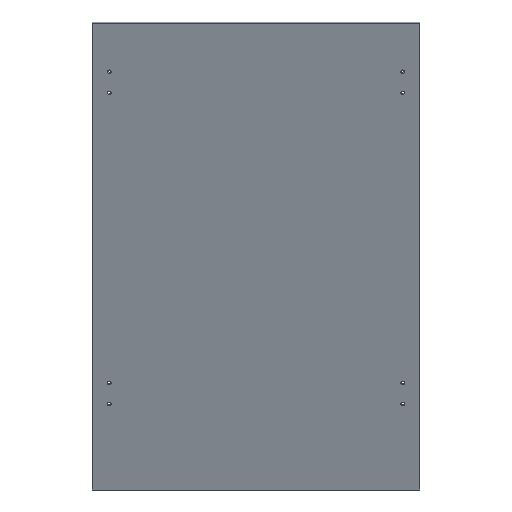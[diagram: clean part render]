
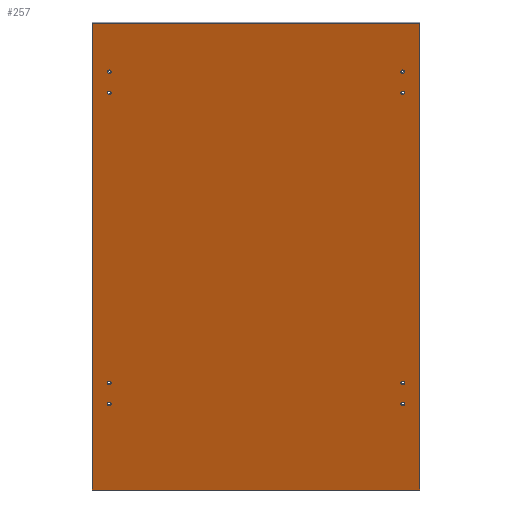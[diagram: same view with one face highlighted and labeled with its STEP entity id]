
A CAD part, front view. The second image highlights one B-rep face of the part: STEP entity #257.
In plain terms, the highlighted face is planar.
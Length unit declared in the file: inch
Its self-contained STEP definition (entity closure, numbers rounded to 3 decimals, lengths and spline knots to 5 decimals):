
#27=FACE_BOUND('',#82,.T.);
#28=FACE_BOUND('',#83,.T.);
#29=FACE_BOUND('',#84,.T.);
#30=FACE_BOUND('',#85,.T.);
#31=FACE_BOUND('',#86,.T.);
#32=FACE_BOUND('',#87,.T.);
#33=FACE_BOUND('',#88,.T.);
#34=FACE_BOUND('',#89,.T.);
#51=CIRCLE('',#294,0.1325);
#52=CIRCLE('',#295,0.1325);
#53=CIRCLE('',#296,0.1325);
#54=CIRCLE('',#297,0.1325);
#55=CIRCLE('',#298,0.1325);
#56=CIRCLE('',#299,0.1325);
#57=CIRCLE('',#300,0.1325);
#58=CIRCLE('',#301,0.1325);
#67=FACE_OUTER_BOUND('',#81,.T.);
#81=EDGE_LOOP('',(#195,#196,#197,#198));
#82=EDGE_LOOP('',(#199));
#83=EDGE_LOOP('',(#200));
#84=EDGE_LOOP('',(#201));
#85=EDGE_LOOP('',(#202));
#86=EDGE_LOOP('',(#203));
#87=EDGE_LOOP('',(#204));
#88=EDGE_LOOP('',(#205));
#89=EDGE_LOOP('',(#206));
#119=LINE('',#407,#131);
#120=LINE('',#409,#132);
#121=LINE('',#411,#133);
#122=LINE('',#412,#134);
#131=VECTOR('',#330,24.);
#132=VECTOR('',#331,36.);
#133=VECTOR('',#332,24.);
#134=VECTOR('',#333,36.);
#143=VERTEX_POINT('',#405);
#144=VERTEX_POINT('',#406);
#145=VERTEX_POINT('',#408);
#146=VERTEX_POINT('',#410);
#147=VERTEX_POINT('',#413);
#148=VERTEX_POINT('',#415);
#149=VERTEX_POINT('',#417);
#150=VERTEX_POINT('',#419);
#151=VERTEX_POINT('',#421);
#152=VERTEX_POINT('',#423);
#153=VERTEX_POINT('',#425);
#154=VERTEX_POINT('',#427);
#167=EDGE_CURVE('',#143,#144,#119,.T.);
#168=EDGE_CURVE('',#144,#145,#120,.T.);
#169=EDGE_CURVE('',#145,#146,#121,.T.);
#170=EDGE_CURVE('',#146,#143,#122,.T.);
#171=EDGE_CURVE('',#147,#147,#51,.T.);
#172=EDGE_CURVE('',#148,#148,#52,.T.);
#173=EDGE_CURVE('',#149,#149,#53,.T.);
#174=EDGE_CURVE('',#150,#150,#54,.T.);
#175=EDGE_CURVE('',#151,#151,#55,.T.);
#176=EDGE_CURVE('',#152,#152,#56,.T.);
#177=EDGE_CURVE('',#153,#153,#57,.T.);
#178=EDGE_CURVE('',#154,#154,#58,.T.);
#195=ORIENTED_EDGE('',*,*,#167,.T.);
#196=ORIENTED_EDGE('',*,*,#168,.T.);
#197=ORIENTED_EDGE('',*,*,#169,.T.);
#198=ORIENTED_EDGE('',*,*,#170,.T.);
#199=ORIENTED_EDGE('',*,*,#171,.F.);
#200=ORIENTED_EDGE('',*,*,#172,.F.);
#201=ORIENTED_EDGE('',*,*,#173,.F.);
#202=ORIENTED_EDGE('',*,*,#174,.F.);
#203=ORIENTED_EDGE('',*,*,#175,.F.);
#204=ORIENTED_EDGE('',*,*,#176,.F.);
#205=ORIENTED_EDGE('',*,*,#177,.F.);
#206=ORIENTED_EDGE('',*,*,#178,.F.);
#251=PLANE('',#293);
#257=ADVANCED_FACE('',(#67,#27,#28,#29,#30,#31,#32,#33,#34),#251,.F.);
#293=AXIS2_PLACEMENT_3D('',#404,#328,#329);
#294=AXIS2_PLACEMENT_3D('',#414,#334,#335);
#295=AXIS2_PLACEMENT_3D('',#416,#336,#337);
#296=AXIS2_PLACEMENT_3D('',#418,#338,#339);
#297=AXIS2_PLACEMENT_3D('',#420,#340,#341);
#298=AXIS2_PLACEMENT_3D('',#422,#342,#343);
#299=AXIS2_PLACEMENT_3D('',#424,#344,#345);
#300=AXIS2_PLACEMENT_3D('',#426,#346,#347);
#301=AXIS2_PLACEMENT_3D('',#428,#348,#349);
#328=DIRECTION('center_axis',(0.,1.,0.));
#329=DIRECTION('ref_axis',(1.,0.,0.));
#330=DIRECTION('',(1.,0.,0.));
#331=DIRECTION('',(0.,0.,1.));
#332=DIRECTION('',(-1.,0.,0.));
#333=DIRECTION('',(0.,0.,-1.));
#334=DIRECTION('center_axis',(0.,-1.,0.));
#335=DIRECTION('ref_axis',(0.,0.,-1.));
#336=DIRECTION('center_axis',(0.,-1.,0.));
#337=DIRECTION('ref_axis',(0.,0.,-1.));
#338=DIRECTION('center_axis',(0.,-1.,0.));
#339=DIRECTION('ref_axis',(0.,0.,-1.));
#340=DIRECTION('center_axis',(0.,-1.,0.));
#341=DIRECTION('ref_axis',(0.,0.,-1.));
#342=DIRECTION('center_axis',(0.,-1.,0.));
#343=DIRECTION('ref_axis',(0.,0.,1.));
#344=DIRECTION('center_axis',(0.,-1.,0.));
#345=DIRECTION('ref_axis',(0.,0.,1.));
#346=DIRECTION('center_axis',(0.,-1.,0.));
#347=DIRECTION('ref_axis',(0.,0.,1.));
#348=DIRECTION('center_axis',(0.,-1.,0.));
#349=DIRECTION('ref_axis',(0.,0.,1.));
#404=CARTESIAN_POINT('Origin',(0.,0.,0.));
#405=CARTESIAN_POINT('',(-12.,0.,-18.));
#406=CARTESIAN_POINT('',(12.,0.,-18.));
#407=CARTESIAN_POINT('',(-12.,0.,-18.));
#408=CARTESIAN_POINT('',(12.,0.,18.));
#409=CARTESIAN_POINT('',(12.,0.,-18.));
#410=CARTESIAN_POINT('',(-12.,0.,18.));
#411=CARTESIAN_POINT('',(12.,0.,18.));
#412=CARTESIAN_POINT('',(-12.,0.,18.));
#413=CARTESIAN_POINT('',(10.75,0.,14.1175));
#414=CARTESIAN_POINT('Origin',(10.75,0.,14.25));
#415=CARTESIAN_POINT('',(10.75,0.,12.4925));
#416=CARTESIAN_POINT('Origin',(10.75,0.,12.625));
#417=CARTESIAN_POINT('',(10.75,0.,-9.8825));
#418=CARTESIAN_POINT('Origin',(10.75,0.,-9.75));
#419=CARTESIAN_POINT('',(10.75,0.,-11.5075));
#420=CARTESIAN_POINT('Origin',(10.75,0.,-11.375));
#421=CARTESIAN_POINT('',(-10.75,0.,14.3825));
#422=CARTESIAN_POINT('Origin',(-10.75,0.,14.25));
#423=CARTESIAN_POINT('',(-10.75,0.,12.7575));
#424=CARTESIAN_POINT('Origin',(-10.75,0.,12.625));
#425=CARTESIAN_POINT('',(-10.75,0.,-9.6175));
#426=CARTESIAN_POINT('Origin',(-10.75,0.,-9.75));
#427=CARTESIAN_POINT('',(-10.75,0.,-11.2425));
#428=CARTESIAN_POINT('Origin',(-10.75,0.,-11.375));
